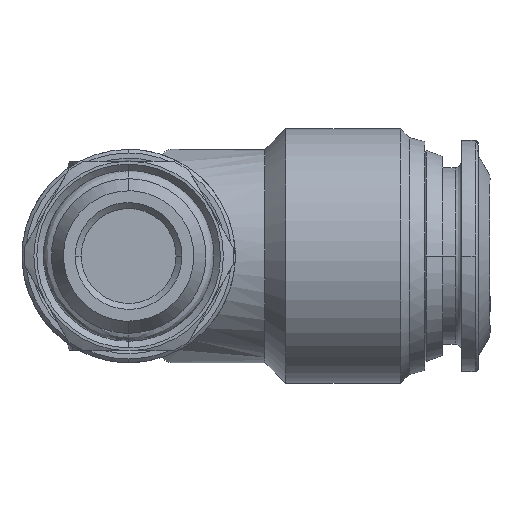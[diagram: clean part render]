
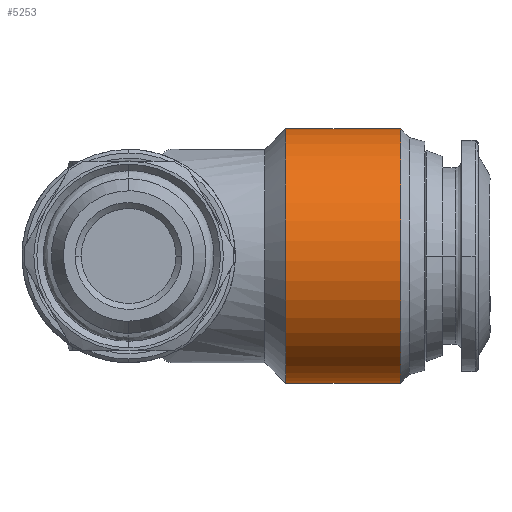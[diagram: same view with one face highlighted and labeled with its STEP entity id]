
A CAD part, front view. The second image highlights one B-rep face of the part: STEP entity #5253.
In plain terms, the highlighted free-form (B-spline) face has degree [1, 3] with [2, 4] control points.
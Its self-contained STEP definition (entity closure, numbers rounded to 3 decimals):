
#19 = CARTESIAN_POINT ( 'NONE',  ( 22.948, 0., -10.75 ) ) ;
#34 =( BOUNDED_CURVE ( )  B_SPLINE_CURVE ( 3, ( #4408, #6010, #1914, #1942 ),
 .UNSPECIFIED., .F., .F. ) 
 B_SPLINE_CURVE_WITH_KNOTS ( ( 4, 4 ),
 ( -3.142, 0. ),
 .UNSPECIFIED. ) 
 CURVE ( )  GEOMETRIC_REPRESENTATION_ITEM ( )  RATIONAL_B_SPLINE_CURVE ( ( 1., 0.333, 0.333, 1. ) ) 
 REPRESENTATION_ITEM ( '' )  );
#230 = EDGE_LOOP ( 'NONE', ( #4958, #1398, #10127, #1593 ) ) ;
#264 = CARTESIAN_POINT ( 'NONE',  ( 22.948, 0., -10.75 ) ) ;
#442 = VERTEX_POINT ( 'NONE', #4530 ) ;
#700 = VERTEX_POINT ( 'NONE', #5642 ) ;
#737 =( BOUNDED_CURVE ( )  B_SPLINE_CURVE ( 3, ( #6338, #7243, #9657, #3138 ),
 .UNSPECIFIED., .F., .F. ) 
 B_SPLINE_CURVE_WITH_KNOTS ( ( 4, 4 ),
 ( -3.142, 0. ),
 .UNSPECIFIED. ) 
 CURVE ( )  GEOMETRIC_REPRESENTATION_ITEM ( )  RATIONAL_B_SPLINE_CURVE ( ( 1., 0.333, 0.333, 1. ) ) 
 REPRESENTATION_ITEM ( '' )  );
#790 = CARTESIAN_POINT ( 'NONE',  ( 13.25, -21.5, -10.75 ) ) ;
#801 = EDGE_CURVE ( 'NONE', #10359, #700, #2504, .T. ) ;
#850 = EDGE_CURVE ( 'NONE', #5885, #10359, #34, .T. ) ;
#1130 = CARTESIAN_POINT ( 'NONE',  ( 22.948, 0., 10.75 ) ) ;
#1398 = ORIENTED_EDGE ( 'NONE', *, *, #4938, .F. ) ;
#1593 = ORIENTED_EDGE ( 'NONE', *, *, #801, .F. ) ;
#1637 = CARTESIAN_POINT ( 'NONE',  ( 22.948, -21.5, -10.75 ) ) ;
#1914 = CARTESIAN_POINT ( 'NONE',  ( 22.948, -21.5, -10.75 ) ) ;
#1942 = CARTESIAN_POINT ( 'NONE',  ( 22.948, 0., -10.75 ) ) ;
#2325 = CARTESIAN_POINT ( 'NONE',  ( 13.25, -21.5, 10.75 ) ) ;
#2504 = B_SPLINE_CURVE_WITH_KNOTS ( 'NONE', 1,
 ( #264, #7581 ),
 .UNSPECIFIED., .F., .F.,
 ( 2, 2 ),
 ( -1., 0. ),
 .UNSPECIFIED. ) ;
#3138 = CARTESIAN_POINT ( 'NONE',  ( 13.25, 0., -10.75 ) ) ;
#3809 = FACE_OUTER_BOUND ( 'NONE', #230, .T. ) ;
#4408 = CARTESIAN_POINT ( 'NONE',  ( 22.948, 0., 10.75 ) ) ;
#4530 = CARTESIAN_POINT ( 'NONE',  ( 13.25, 0., 10.75 ) ) ;
#4719 = B_SPLINE_CURVE_WITH_KNOTS ( 'NONE', 1,
 ( #7670, #1130 ),
 .UNSPECIFIED., .F., .F.,
 ( 2, 2 ),
 ( -1., 0. ),
 .UNSPECIFIED. ) ;
#4938 = EDGE_CURVE ( 'NONE', #442, #5885, #4719, .T. ) ;
#4958 = ORIENTED_EDGE ( 'NONE', *, *, #850, .F. ) ;
#5253 = ADVANCED_FACE ( 'NONE', ( #3809 ), #6138, .F. ) ;
#5493 = CARTESIAN_POINT ( 'NONE',  ( 22.948, 0., 10.75 ) ) ;
#5642 = CARTESIAN_POINT ( 'NONE',  ( 13.25, 0., -10.75 ) ) ;
#5885 = VERTEX_POINT ( 'NONE', #6151 ) ;
#6010 = CARTESIAN_POINT ( 'NONE',  ( 22.948, -21.5, 10.75 ) ) ;
#6138 =( BOUNDED_SURFACE ( )  B_SPLINE_SURFACE ( 1, 3, ( 
 ( #19, #1637, #7321, #5493 ),
 ( #9577, #790, #2325, #9614 ) ),
 .UNSPECIFIED., .F., .F., .F. ) 
 B_SPLINE_SURFACE_WITH_KNOTS ( ( 2, 2 ),
 ( 4, 4 ),
 ( 0., 1. ),
 ( 0., 1. ),
 .UNSPECIFIED. ) 
 GEOMETRIC_REPRESENTATION_ITEM ( )  RATIONAL_B_SPLINE_SURFACE ( (
 ( 1., 0.333, 0.333, 1.),
 ( 1., 0.333, 0.333, 1.) ) ) 
 REPRESENTATION_ITEM ( '' )  SURFACE ( )  );
#6151 = CARTESIAN_POINT ( 'NONE',  ( 22.948, 0., 10.75 ) ) ;
#6338 = CARTESIAN_POINT ( 'NONE',  ( 13.25, 0., 10.75 ) ) ;
#6913 = EDGE_CURVE ( 'NONE', #442, #700, #737, .T. ) ;
#7243 = CARTESIAN_POINT ( 'NONE',  ( 13.25, -21.5, 10.75 ) ) ;
#7321 = CARTESIAN_POINT ( 'NONE',  ( 22.948, -21.5, 10.75 ) ) ;
#7581 = CARTESIAN_POINT ( 'NONE',  ( 13.25, 0., -10.75 ) ) ;
#7670 = CARTESIAN_POINT ( 'NONE',  ( 13.25, 0., 10.75 ) ) ;
#8739 = CARTESIAN_POINT ( 'NONE',  ( 22.948, 0., -10.75 ) ) ;
#9577 = CARTESIAN_POINT ( 'NONE',  ( 13.25, 0., -10.75 ) ) ;
#9614 = CARTESIAN_POINT ( 'NONE',  ( 13.25, 0., 10.75 ) ) ;
#9657 = CARTESIAN_POINT ( 'NONE',  ( 13.25, -21.5, -10.75 ) ) ;
#10127 = ORIENTED_EDGE ( 'NONE', *, *, #6913, .T. ) ;
#10359 = VERTEX_POINT ( 'NONE', #8739 ) ;
